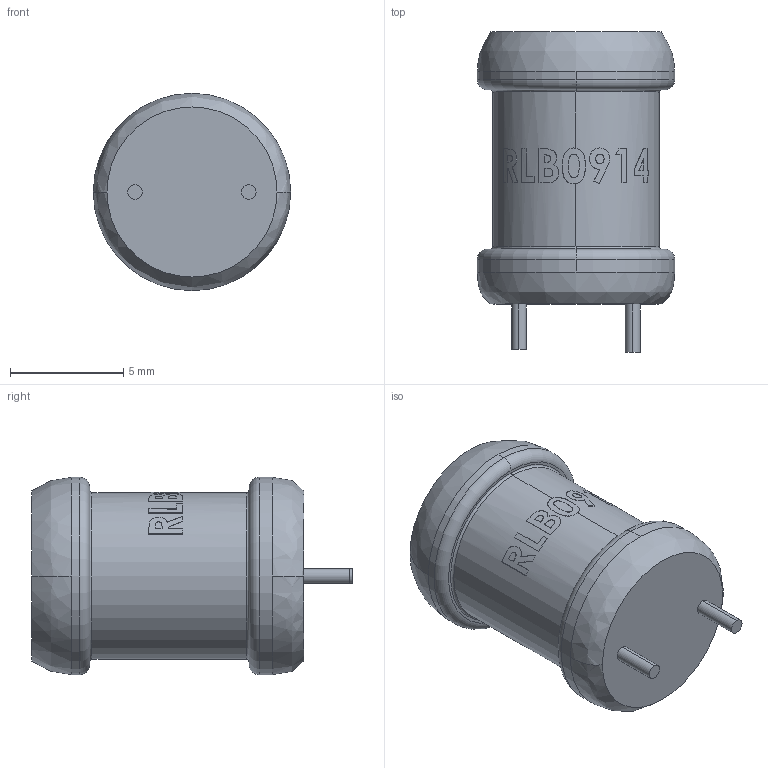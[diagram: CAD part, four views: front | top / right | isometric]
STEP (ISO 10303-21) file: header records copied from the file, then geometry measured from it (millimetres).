
FILE_DESCRIPTION (( 'STEP AP214' ), '1' );
FILE_NAME ('RLB0914.STEP', '2022-08-05T19:14:01', ( '' ), ( '' ), 'SwSTEP 2.0', 'SolidWorks 2022', '' );
FILE_SCHEMA (( 'AUTOMOTIVE_DESIGN' ));
Length unit declared in the file: millimetre
Products named in the file (1): RLB0914
Bounding box: 8.7 x 14.13 x 8.7 mm (x, y, z)
Volume: 578.8 mm3; surface area: 421.6 mm2
Topology: 1 solids, 1 shells, 121 faces, 301 edges, 198 vertices
Faces by surface type: plane 47, bspline 43, cylinder 23, torus 8
Entity records: 8098 total; most frequent: CARTESIAN_POINT 4214, ORIENTED_EDGE 602, DIRECTION 419, EDGE_CURVE 301, VERTEX_POINT 198, AXIS2_PLACEMENT_3D 171, EDGE_LOOP 137, B_SPLINE_CURVE_WITH_KNOTS 132
